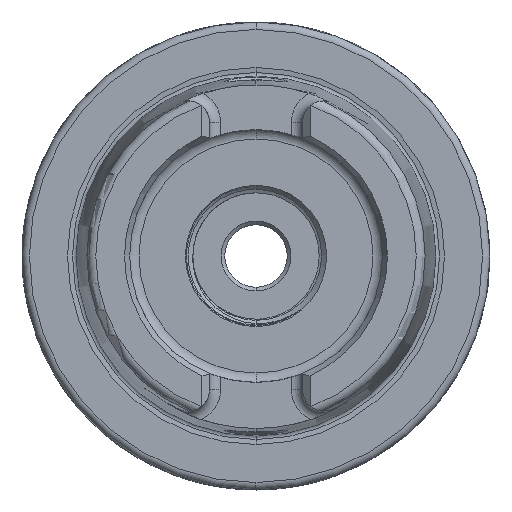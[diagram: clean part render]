
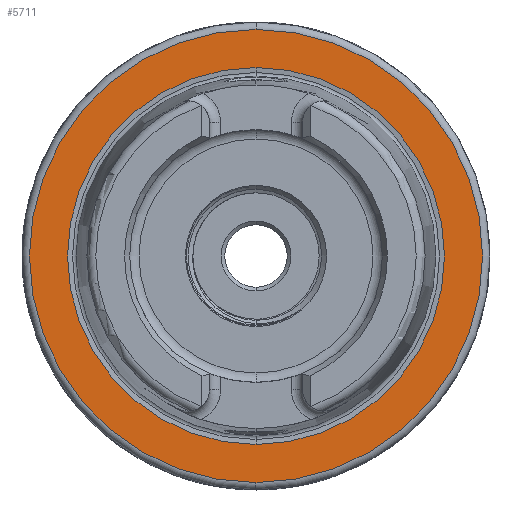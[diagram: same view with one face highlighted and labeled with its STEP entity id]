
A CAD part, left-side view. The second image highlights one B-rep face of the part: STEP entity #5711.
In plain terms, the highlighted planar face has unit normal (-1, 0, 0).
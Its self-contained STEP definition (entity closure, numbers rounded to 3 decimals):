
#1206 = CARTESIAN_POINT ( 'NONE',  ( 0., 0., 0. ) ) ;
#1207 = DIRECTION ( 'NONE',  ( -1., 0., 0. ) ) ;
#1208 = DIRECTION ( 'NONE',  ( 0., 0., 1. ) ) ;
#2368 = CARTESIAN_POINT ( 'NONE',  ( 0., 0., 0. ) ) ;
#2369 = DIRECTION ( 'NONE',  ( -1., 0., 0. ) ) ;
#2370 = DIRECTION ( 'NONE',  ( 0., 0., 1. ) ) ;
#2371 = CARTESIAN_POINT ( 'NONE',  ( 0., 0., 0. ) ) ;
#2372 = DIRECTION ( 'NONE',  ( 1., 0., 0. ) ) ;
#2373 = DIRECTION ( 'NONE',  ( 0., 0., -1. ) ) ;
#4314 = CARTESIAN_POINT ( 'NONE',  ( 0., 0., 30.5 ) ) ;
#4316 = CARTESIAN_POINT ( 'NONE',  ( 0., 0., -30.5 ) ) ;
#4342 = CARTESIAN_POINT ( 'NONE',  ( 0., 0., 0. ) ) ;
#4343 = DIRECTION ( 'NONE',  ( 1., 0., 0. ) ) ;
#4344 = DIRECTION ( 'NONE',  ( 0., 0., -1. ) ) ;
#5185 = FACE_OUTER_BOUND ( 'NONE', #7955, .T. ) ;
#5188 = FACE_BOUND ( 'NONE', #7933, .T. ) ;
#5190 = AXIS2_PLACEMENT_3D ( 'NONE', #10536, #10537, #10538 ) ;
#5229 = VERTEX_POINT ( 'NONE', #7314 ) ;
#5303 = VERTEX_POINT ( 'NONE', #7323 ) ;
#5711 = ADVANCED_FACE ( 'NONE', ( #5185, #5188 ), #10535, .T. ) ;
#5982 = CIRCLE ( 'NONE', #12512, 30.5 ) ;
#5989 = CIRCLE ( 'NONE', #12521, 25.369 ) ;
#6024 = CIRCLE ( 'NONE', #12518, 30.5 ) ;
#6025 = CIRCLE ( 'NONE', #15547, 25.369 ) ;
#7314 = CARTESIAN_POINT ( 'NONE',  ( 0., 0., -25.369 ) ) ;
#7323 = CARTESIAN_POINT ( 'NONE',  ( 0., 0., 25.369 ) ) ;
#7933 = EDGE_LOOP ( 'NONE', ( #17474, #17477 ) ) ;
#7955 = EDGE_LOOP ( 'NONE', ( #17489, #17490 ) ) ;
#9714 = VERTEX_POINT ( 'NONE', #4314 ) ;
#9716 = VERTEX_POINT ( 'NONE', #4316 ) ;
#10535 = PLANE ( 'NONE',  #5190 ) ;
#10536 = CARTESIAN_POINT ( 'NONE',  ( 0., 25.369, 0. ) ) ;
#10537 = DIRECTION ( 'NONE',  ( -1., 0., 0. ) ) ;
#10538 = DIRECTION ( 'NONE',  ( 0., 0., 1. ) ) ;
#12512 = AXIS2_PLACEMENT_3D ( 'NONE', #1206, #1207, #1208 ) ;
#12518 = AXIS2_PLACEMENT_3D ( 'NONE', #2368, #2369, #2370 ) ;
#12521 = AXIS2_PLACEMENT_3D ( 'NONE', #4342, #4343, #4344 ) ;
#15136 = EDGE_CURVE ( 'NONE', #9714, #9716, #5982, .T. ) ;
#15148 = EDGE_CURVE ( 'NONE', #5303, #5229, #5989, .T. ) ;
#15547 = AXIS2_PLACEMENT_3D ( 'NONE', #2371, #2372, #2373 ) ;
#17410 = EDGE_CURVE ( 'NONE', #9716, #9714, #6024, .T. ) ;
#17411 = EDGE_CURVE ( 'NONE', #5229, #5303, #6025, .T. ) ;
#17474 = ORIENTED_EDGE ( 'NONE', *, *, #15148, .T. ) ;
#17477 = ORIENTED_EDGE ( 'NONE', *, *, #17411, .T. ) ;
#17489 = ORIENTED_EDGE ( 'NONE', *, *, #15136, .T. ) ;
#17490 = ORIENTED_EDGE ( 'NONE', *, *, #17410, .T. ) ;
